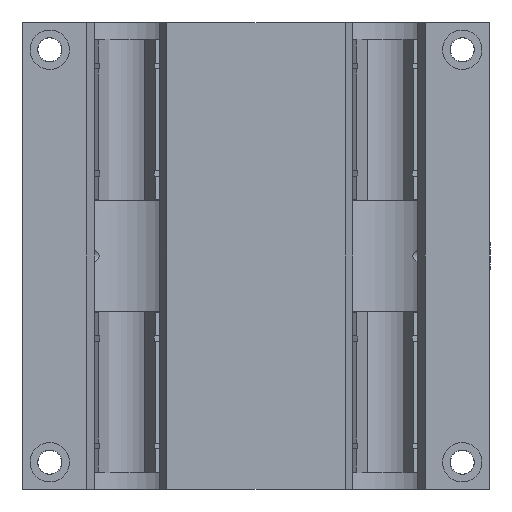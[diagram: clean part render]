
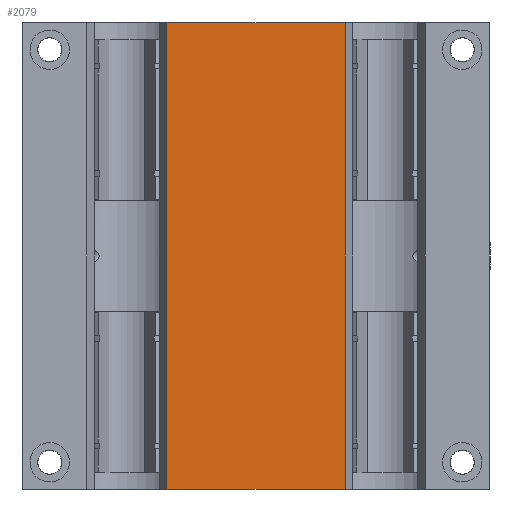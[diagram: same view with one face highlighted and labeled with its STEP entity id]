
A CAD part, front view. The second image highlights one B-rep face of the part: STEP entity #2079.
In plain terms, the highlighted planar face has unit normal (0, -1, 0).
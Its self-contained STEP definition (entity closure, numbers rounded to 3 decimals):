
#186=LINE('',#3776,#319);
#199=LINE('',#3805,#332);
#200=LINE('',#3808,#333);
#201=LINE('',#3809,#334);
#319=VECTOR('',#2924,10.);
#332=VECTOR('',#2951,10.);
#333=VECTOR('',#2954,10.);
#334=VECTOR('',#2955,10.);
#531=FACE_OUTER_BOUND('',#696,.T.);
#696=EDGE_LOOP('',(#1718,#1719,#1720,#1721));
#1011=VERTEX_POINT('',#3773);
#1012=VERTEX_POINT('',#3775);
#1021=VERTEX_POINT('',#3803);
#1022=VERTEX_POINT('',#3807);
#1255=EDGE_CURVE('',#1012,#1011,#186,.T.);
#1270=EDGE_CURVE('',#1021,#1011,#199,.T.);
#1271=EDGE_CURVE('',#1021,#1022,#200,.T.);
#1272=EDGE_CURVE('',#1022,#1012,#201,.T.);
#1718=ORIENTED_EDGE('',*,*,#1271,.T.);
#1719=ORIENTED_EDGE('',*,*,#1272,.T.);
#1720=ORIENTED_EDGE('',*,*,#1255,.T.);
#1721=ORIENTED_EDGE('',*,*,#1270,.F.);
#1957=PLANE('',#2384);
#2079=ADVANCED_FACE('',(#531),#1957,.T.);
#2384=AXIS2_PLACEMENT_3D('',#3806,#2952,#2953);
#2924=DIRECTION('',(1.,0.,0.));
#2951=DIRECTION('',(0.,0.,-1.));
#2952=DIRECTION('center_axis',(0.,-1.,0.));
#2953=DIRECTION('ref_axis',(0.,0.,-1.));
#2954=DIRECTION('',(-1.,0.,0.));
#2955=DIRECTION('',(0.,0.,-1.));
#3773=CARTESIAN_POINT('',(24.823,-21.,-65.));
#3775=CARTESIAN_POINT('',(-24.823,-21.,-65.));
#3776=CARTESIAN_POINT('',(24.823,-21.,-65.));
#3803=CARTESIAN_POINT('',(24.823,-21.,65.));
#3805=CARTESIAN_POINT('',(24.823,-21.,0.));
#3806=CARTESIAN_POINT('Origin',(24.823,-21.,0.));
#3807=CARTESIAN_POINT('',(-24.823,-21.,65.));
#3808=CARTESIAN_POINT('',(24.823,-21.,65.));
#3809=CARTESIAN_POINT('',(-24.823,-21.,0.));
